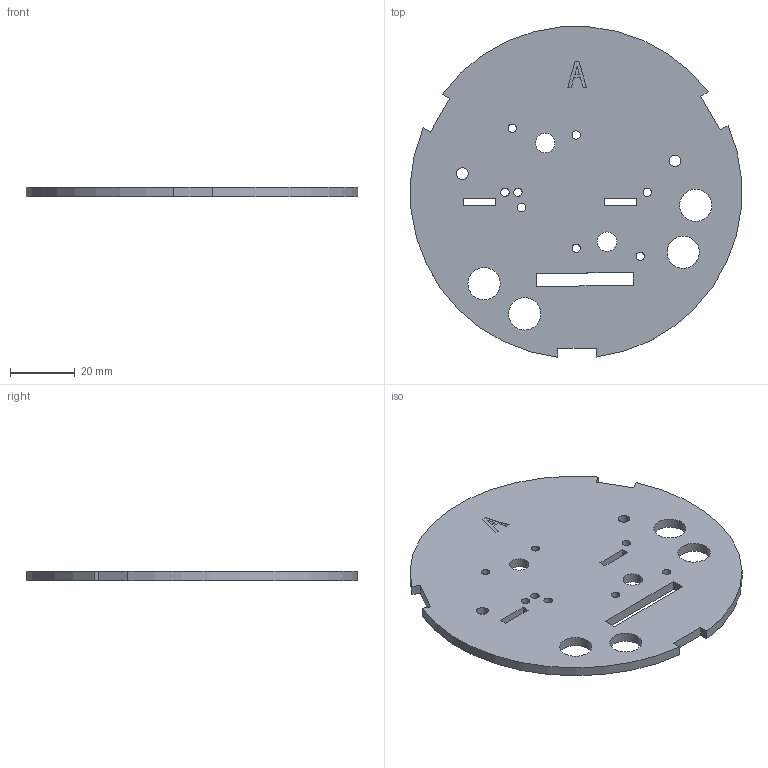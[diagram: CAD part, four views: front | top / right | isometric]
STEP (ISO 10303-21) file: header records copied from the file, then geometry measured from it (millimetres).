
FILE_DESCRIPTION(/* description */ (''),/* implementation_level */ '2;1');
FILE_NAME(/* name */ '101523.1418.000.stp',/* time_stamp */ '2017-01-16T10:23:51+01:00',/* author */ (''),/* organization */ (''),/* preprocessor_version */ 'ST-DEVELOPER v11',/* originating_system */ 'SIEMENS PLM Software NX 7.5',/* authorisation */ '');
FILE_SCHEMA (('CONFIG_CONTROL_DESIGN'));
Length unit declared in the file: millimetre
Products named in the file (2): 101523.1418.000_0
Assembly tree (1 placements, depth 2):
  101523.1418.000_0
    101523.1418.000_0
Bounding box: 102.46 x 102.23 x 3 mm (x, y, z)
Volume: 22736.3 mm3; surface area: 17287.8 mm2
Topology: 1 solids, 1 shells, 55 faces, 166 edges, 115 vertices
Faces by surface type: plane 36, cylinder 19
Full cylindrical faces by diameter (mm): 2.6 x8, 3.6 x2, 6 x2, 10 x4
Entity records: 1960 total; most frequent: CARTESIAN_POINT 296, DIRECTION 289, ORIENTED_EDGE 274, EDGE_CURVE 137, EDGE_LOOP 111, VERTEX_POINT 102, LINE 99, VECTOR 99
